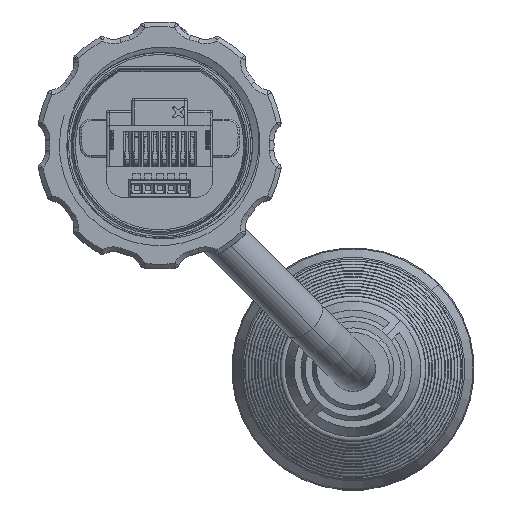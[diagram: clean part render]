
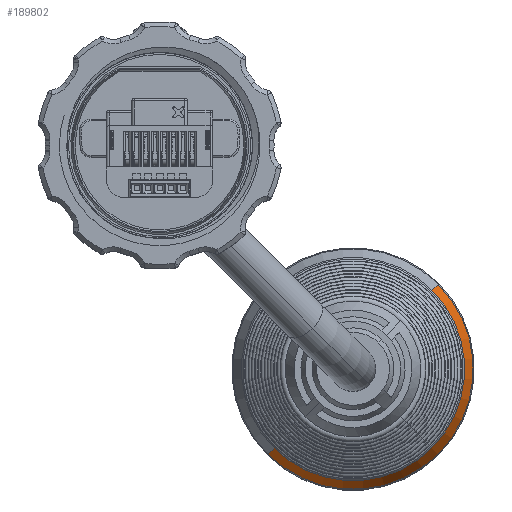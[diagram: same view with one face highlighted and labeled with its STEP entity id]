
A CAD part, top view. The second image highlights one B-rep face of the part: STEP entity #189802.
In plain terms, the highlighted conical face has half-angle 26.081 degrees and reference radius 4 mm.
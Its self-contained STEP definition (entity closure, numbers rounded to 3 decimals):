
#33 = EDGE_CURVE ( 'NONE', #83533, #134531, #176457, .T. ) ;
#1482 = ORIENTED_EDGE ( 'NONE', *, *, #216838, .F. ) ;
#14963 = EDGE_CURVE ( 'NONE', #134531, #80318, #81231, .T. ) ;
#16760 = EDGE_CURVE ( 'NONE', #154289, #188243, #31771, .T. ) ;
#20427 = EDGE_CURVE ( 'NONE', #83533, #154289, #220979, .T. ) ;
#21443 = CARTESIAN_POINT ( 'NONE',  ( 18.385, -27.042, -145.9 ) ) ;
#27655 = CARTESIAN_POINT ( 'NONE',  ( 12.664, -32.762, -162.428 ) ) ;
#31771 = CIRCLE ( 'NONE', #135236, 12.09 ) ;
#35910 = DIRECTION ( 'NONE',  ( 0., 0., 1. ) ) ;
#39698 = VECTOR ( 'NONE', #55893, 1000. ) ;
#44785 = DIRECTION ( 'NONE',  ( 0., 0., 1. ) ) ;
#46503 = AXIS2_PLACEMENT_3D ( 'NONE', #202875, #100298, #169130 ) ;
#49708 = EDGE_LOOP ( 'NONE', ( #111170, #156201, #184193, #1482, #137541 ) ) ;
#55893 = DIRECTION ( 'NONE',  ( -0.311, -0.311, -0.898 ) ) ;
#72778 = CARTESIAN_POINT ( 'NONE',  ( 30.546, -14.881, -164.692 ) ) ;
#74528 = AXIS2_PLACEMENT_3D ( 'NONE', #197710, #95135, #214997 ) ;
#80318 = VERTEX_POINT ( 'NONE', #72778 ) ;
#81231 = CIRCLE ( 'NONE', #74528, 13.198 ) ;
#83533 = VERTEX_POINT ( 'NONE', #27655 ) ;
#85768 = AXIS2_PLACEMENT_3D ( 'NONE', #147525, #44785, #164736 ) ;
#92204 = CARTESIAN_POINT ( 'NONE',  ( 29.762, -32.762, -162.428 ) ) ;
#95135 = DIRECTION ( 'NONE',  ( 0., 0., 1. ) ) ;
#100298 = DIRECTION ( 'NONE',  ( 0., 0., -1. ) ) ;
#102290 = VECTOR ( 'NONE', #139803, 1000. ) ;
#111170 = ORIENTED_EDGE ( 'NONE', *, *, #20427, .F. ) ;
#122642 = CARTESIAN_POINT ( 'NONE',  ( 24.042, -21.385, -145.9 ) ) ;
#133474 = CARTESIAN_POINT ( 'NONE',  ( 11.881, -33.546, -164.692 ) ) ;
#134531 = VERTEX_POINT ( 'NONE', #133474 ) ;
#135236 = AXIS2_PLACEMENT_3D ( 'NONE', #138644, #35910, #155827 ) ;
#137022 = CONICAL_SURFACE ( 'NONE', #46503, 4., 0.455 ) ;
#137541 = ORIENTED_EDGE ( 'NONE', *, *, #16760, .F. ) ;
#138644 = CARTESIAN_POINT ( 'NONE',  ( 21.213, -24.213, -162.428 ) ) ;
#139803 = DIRECTION ( 'NONE',  ( 0.311, 0.311, -0.898 ) ) ;
#147525 = CARTESIAN_POINT ( 'NONE',  ( 21.213, -24.213, -162.428 ) ) ;
#154289 = VERTEX_POINT ( 'NONE', #92204 ) ;
#155827 = DIRECTION ( 'NONE',  ( -0.707, -0.707, 0. ) ) ;
#156201 = ORIENTED_EDGE ( 'NONE', *, *, #33, .T. ) ;
#164736 = DIRECTION ( 'NONE',  ( -0.707, -0.707, 0. ) ) ;
#169130 = DIRECTION ( 'NONE',  ( 0.707, 0.707, 0. ) ) ;
#176457 = LINE ( 'NONE', #21443, #39698 ) ;
#184193 = ORIENTED_EDGE ( 'NONE', *, *, #14963, .T. ) ;
#188243 = VERTEX_POINT ( 'NONE', #214056 ) ;
#189802 = ADVANCED_FACE ( 'NONE', ( #204133 ), #137022, .T. ) ;
#197710 = CARTESIAN_POINT ( 'NONE',  ( 21.213, -24.213, -164.692 ) ) ;
#198730 = LINE ( 'NONE', #122642, #102290 ) ;
#202875 = CARTESIAN_POINT ( 'NONE',  ( 21.213, -24.213, -145.9 ) ) ;
#204133 = FACE_OUTER_BOUND ( 'NONE', #49708, .T. ) ;
#214056 = CARTESIAN_POINT ( 'NONE',  ( 29.762, -15.664, -162.428 ) ) ;
#214997 = DIRECTION ( 'NONE',  ( -0.707, -0.707, 0. ) ) ;
#216838 = EDGE_CURVE ( 'NONE', #188243, #80318, #198730, .T. ) ;
#220979 = CIRCLE ( 'NONE', #85768, 12.09 ) ;
